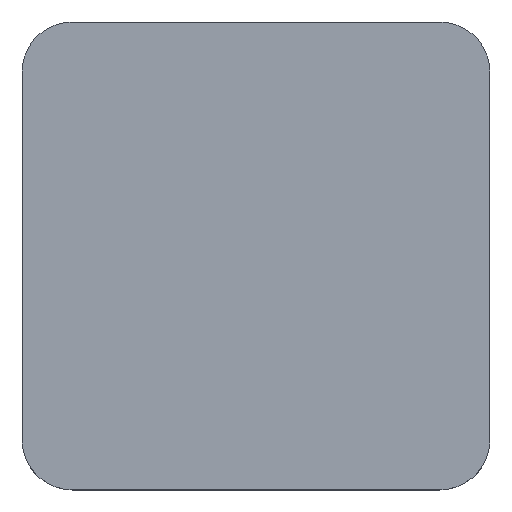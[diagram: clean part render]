
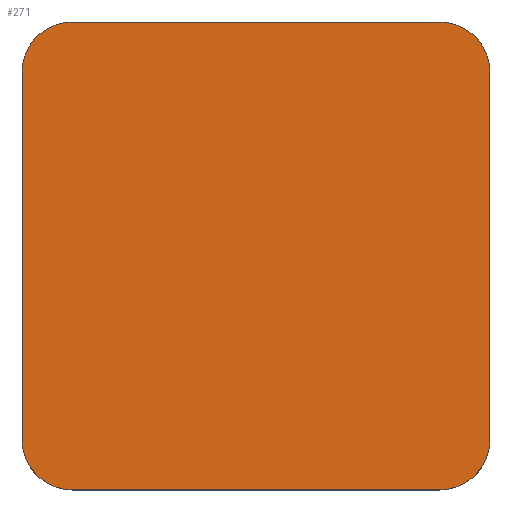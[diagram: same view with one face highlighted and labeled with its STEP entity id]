
A CAD part, top view. The second image highlights one B-rep face of the part: STEP entity #271.
In plain terms, the highlighted planar face has unit normal (0, 0, 1).
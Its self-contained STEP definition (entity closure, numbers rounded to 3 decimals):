
#25=PLANE('',#309);
#40=FACE_OUTER_BOUND('',#56,.T.);
#56=EDGE_LOOP('',(#230,#231,#232,#233,#234,#235,#236,#237));
#66=LINE('',#412,#94);
#76=LINE('',#440,#104);
#79=LINE('',#449,#107);
#81=LINE('',#454,#109);
#94=VECTOR('',#332,10.);
#104=VECTOR('',#356,10.);
#107=VECTOR('',#365,10.);
#109=VECTOR('',#373,10.);
#118=CIRCLE('',#293,1.5);
#123=CIRCLE('',#301,1.5);
#124=CIRCLE('',#304,1.5);
#125=CIRCLE('',#307,1.5);
#126=VERTEX_POINT('',#399);
#127=VERTEX_POINT('',#400);
#131=VERTEX_POINT('',#410);
#141=VERTEX_POINT('',#434);
#142=VERTEX_POINT('',#438);
#143=VERTEX_POINT('',#442);
#144=VERTEX_POINT('',#443);
#145=VERTEX_POINT('',#448);
#150=EDGE_CURVE('',#126,#127,#118,.T.);
#156=EDGE_CURVE('',#126,#131,#66,.T.);
#167=EDGE_CURVE('',#141,#131,#123,.T.);
#170=EDGE_CURVE('',#141,#142,#76,.T.);
#171=EDGE_CURVE('',#143,#144,#124,.T.);
#174=EDGE_CURVE('',#145,#144,#79,.T.);
#176=EDGE_CURVE('',#145,#142,#125,.T.);
#177=EDGE_CURVE('',#143,#127,#81,.T.);
#230=ORIENTED_EDGE('',*,*,#150,.F.);
#231=ORIENTED_EDGE('',*,*,#156,.T.);
#232=ORIENTED_EDGE('',*,*,#167,.F.);
#233=ORIENTED_EDGE('',*,*,#170,.T.);
#234=ORIENTED_EDGE('',*,*,#176,.F.);
#235=ORIENTED_EDGE('',*,*,#174,.T.);
#236=ORIENTED_EDGE('',*,*,#171,.F.);
#237=ORIENTED_EDGE('',*,*,#177,.T.);
#271=ADVANCED_FACE('',(#40),#25,.T.);
#293=AXIS2_PLACEMENT_3D('',#401,#322,#323);
#301=AXIS2_PLACEMENT_3D('',#435,#350,#351);
#304=AXIS2_PLACEMENT_3D('',#444,#359,#360);
#307=AXIS2_PLACEMENT_3D('',#452,#369,#370);
#309=AXIS2_PLACEMENT_3D('',#455,#374,#375);
#322=DIRECTION('center_axis',(0.,0.,-1.));
#323=DIRECTION('ref_axis',(-0.707,-0.707,0.));
#332=DIRECTION('',(1.,0.,0.));
#350=DIRECTION('center_axis',(0.,0.,-1.));
#351=DIRECTION('ref_axis',(0.707,-0.707,0.));
#356=DIRECTION('',(0.,1.,0.));
#359=DIRECTION('center_axis',(0.,0.,-1.));
#360=DIRECTION('ref_axis',(-0.707,0.707,0.));
#365=DIRECTION('',(-1.,0.,0.));
#369=DIRECTION('center_axis',(0.,0.,-1.));
#370=DIRECTION('ref_axis',(0.707,0.707,0.));
#373=DIRECTION('',(0.,-1.,0.));
#374=DIRECTION('center_axis',(0.,0.,1.));
#375=DIRECTION('ref_axis',(1.,0.,0.));
#399=CARTESIAN_POINT('',(-230.499,-31.935,23.));
#400=CARTESIAN_POINT('',(-231.999,-30.435,23.));
#401=CARTESIAN_POINT('Origin',(-230.499,-30.435,23.));
#410=CARTESIAN_POINT('',(-219.499,-31.935,23.));
#412=CARTESIAN_POINT('',(-217.999,-31.935,23.));
#434=CARTESIAN_POINT('',(-217.999,-30.435,23.));
#435=CARTESIAN_POINT('Origin',(-219.499,-30.435,23.));
#438=CARTESIAN_POINT('',(-217.999,-19.435,23.));
#440=CARTESIAN_POINT('',(-217.999,-17.935,23.));
#442=CARTESIAN_POINT('',(-231.999,-19.435,23.));
#443=CARTESIAN_POINT('',(-230.499,-17.935,23.));
#444=CARTESIAN_POINT('Origin',(-230.499,-19.435,23.));
#448=CARTESIAN_POINT('',(-219.499,-17.935,23.));
#449=CARTESIAN_POINT('',(-231.999,-17.935,23.));
#452=CARTESIAN_POINT('Origin',(-219.499,-19.435,23.));
#454=CARTESIAN_POINT('',(-231.999,-31.935,23.));
#455=CARTESIAN_POINT('Origin',(-224.999,-24.935,23.));
